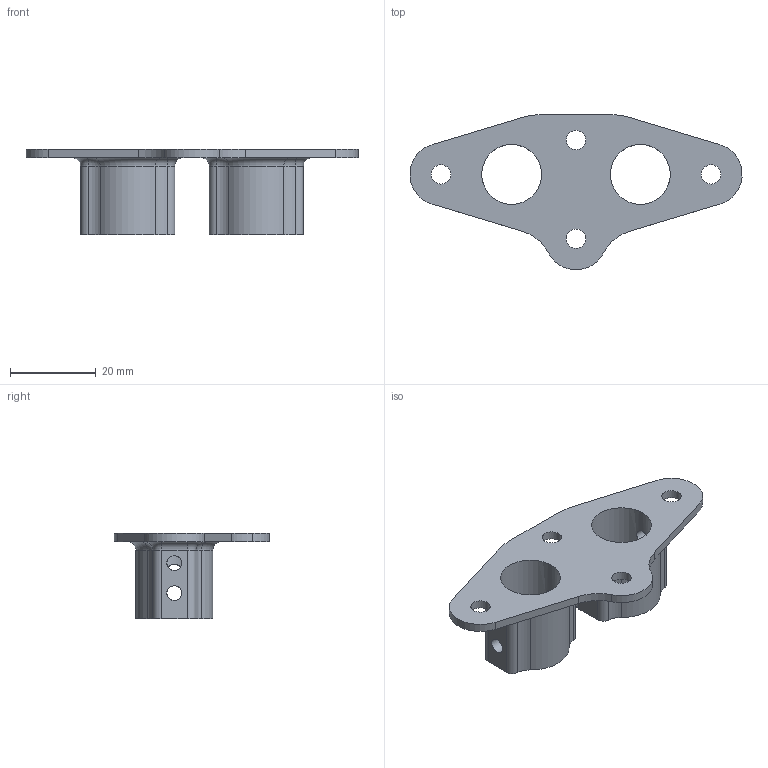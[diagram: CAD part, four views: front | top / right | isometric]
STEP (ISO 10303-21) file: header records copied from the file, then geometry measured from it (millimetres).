
FILE_DESCRIPTION(/* description */ (''),/* implementation_level */ '2;1');
FILE_NAME(/* name */ '2023.000.0222 - Кронштейн трубы.stp',/* time_stamp */ '2023-11-01T20:46:06+03:00',/* author */ (''),/* organization */ (''),/* preprocessor_version */ 'ST-DEVELOPER v16.7',/* originating_system */ 'SIEMENS PLM Software NX 12.0',/* authorisation */ '');
FILE_SCHEMA (('AUTOMOTIVE_DESIGN { 1 0 10303 214 3 1 1 1 }'));
Length unit declared in the file: millimetre
Products named in the file (1): 2023.000.0222 - Кронштейн 
трубы
Bounding box: 77.45 x 36.22 x 20 mm (x, y, z)
Volume: 7955.6 mm3; surface area: 7454.3 mm2
Topology: 1 solids, 1 shells, 78 faces, 218 edges, 140 vertices
Faces by surface type: cylinder 45, torus 20, plane 13
Full cylindrical faces by diameter (mm): 3.5 x8, 4.5 x4, 14 x2
Entity records: 2838 total; most frequent: CARTESIAN_POINT 843, DIRECTION 452, ORIENTED_EDGE 368, AXIS2_PLACEMENT_3D 197, EDGE_CURVE 184, VERTEX_POINT 124, EDGE_LOOP 122, CIRCLE 118
